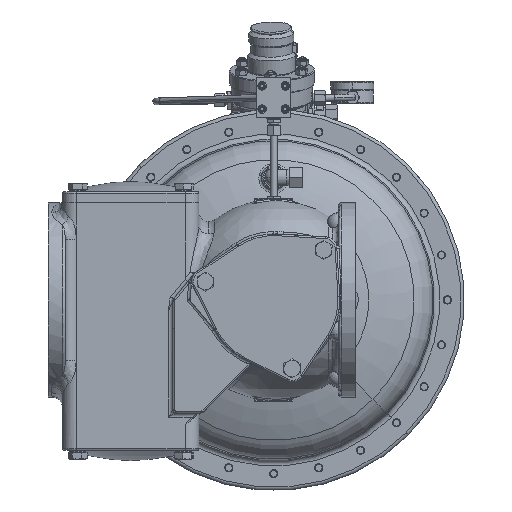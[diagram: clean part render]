
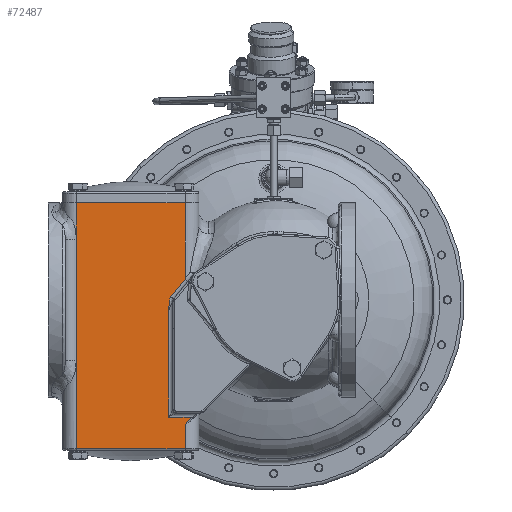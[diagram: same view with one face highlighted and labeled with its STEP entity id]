
A CAD part, front view. The second image highlights one B-rep face of the part: STEP entity #72487.
In plain terms, the highlighted planar face has unit normal (0, -1, 0).
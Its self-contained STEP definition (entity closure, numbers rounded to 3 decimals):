
#1216 = VERTEX_POINT ( 'NONE', #29068 ) ;
#1594 = CARTESIAN_POINT ( 'NONE',  ( -154., -90., -205. ) ) ;
#1735 = PLANE ( 'NONE',  #70820 ) ;
#2021 = ORIENTED_EDGE ( 'NONE', *, *, #79885, .F. ) ;
#2164 = CARTESIAN_POINT ( 'NONE',  ( -130., -90., -205. ) ) ;
#2390 = ORIENTED_EDGE ( 'NONE', *, *, #9976, .F. ) ;
#3276 = LINE ( 'NONE', #36957, #36961 ) ;
#5240 = CARTESIAN_POINT ( 'NONE',  ( -130., -90., -218.5 ) ) ;
#6254 = CARTESIAN_POINT ( 'NONE',  ( -152.504, -90., 1.51 ) ) ;
#6591 = LINE ( 'NONE', #90481, #58011 ) ;
#8504 = ORIENTED_EDGE ( 'NONE', *, *, #101142, .T. ) ;
#8730 = VECTOR ( 'NONE', #104483, 1000. ) ;
#9638 = CARTESIAN_POINT ( 'NONE',  ( -290., -90., -205. ) ) ;
#9976 = EDGE_CURVE ( 'Defeature ausgef�hrt1_506+Defeature ausgef�hrt1_25+Defeature ausgef�hrt1_559+Defeature ausgef�hrt1_556', #76409, #18836, #102374, .T. ) ;
#13203 = CARTESIAN_POINT ( 'NONE',  ( -290., -90., 89.142 ) ) ;
#13553 = EDGE_CURVE ( 'Defeature ausgef�hrt1_25+Defeature ausgef�hrt1_502+Defeature ausgef�hrt1_501+Defeature ausgef�hrt1_503', #108524, #71983, #36601, .T. ) ;
#13883 = ORIENTED_EDGE ( 'NONE', *, *, #73572, .F. ) ;
#14857 = DIRECTION ( 'NONE',  ( 0., 0., 1. ) ) ;
#16161 = CARTESIAN_POINT ( 'NONE',  ( -152.883, -90., 0.287 ) ) ;
#16439 = CARTESIAN_POINT ( 'NONE',  ( -130., -90., 143. ) ) ;
#17367 = EDGE_CURVE ( 'Defeature ausgef�hrt1_25+Defeature ausgef�hrt1_499+Defeature ausgef�hrt1_26+Defeature ausgef�hrt1_500', #71690, #34294, #3276, .T. ) ;
#18584 = CARTESIAN_POINT ( 'NONE',  ( -290., -90., -205. ) ) ;
#18836 = VERTEX_POINT ( 'NONE', #13203 ) ;
#20383 = DIRECTION ( 'NONE',  ( 0., 0., 1. ) ) ;
#22317 = CARTESIAN_POINT ( 'NONE',  ( -153.734, -90., -8.565 ) ) ;
#22856 = CARTESIAN_POINT ( 'NONE',  ( -150.817, -90., 4.466 ) ) ;
#24555 = CARTESIAN_POINT ( 'NONE',  ( -154., -90., -172. ) ) ;
#25714 = DIRECTION ( 'NONE',  ( 0., 0., 1. ) ) ;
#26208 = CARTESIAN_POINT ( 'NONE',  ( -130., -90., -205. ) ) ;
#29068 = CARTESIAN_POINT ( 'NONE',  ( -290., -90., -218.5 ) ) ;
#29517 = CARTESIAN_POINT ( 'NONE',  ( -153.874, -90., -11.959 ) ) ;
#30109 = DIRECTION ( 'NONE',  ( 1., 0., 0. ) ) ;
#33382 = LINE ( 'NONE', #26208, #67446 ) ;
#34294 = VERTEX_POINT ( 'NONE', #100470 ) ;
#35415 = DIRECTION ( 'NONE',  ( 0., 0., 1. ) ) ;
#35544 = VERTEX_POINT ( 'NONE', #76609 ) ;
#36601 = B_SPLINE_CURVE_WITH_KNOTS ( 'NONE', 3,
 ( #47118, #105113, #29517, #22317, #72509, #96823, #89639, #58126, #82952, #16161, #107822, #6254, #92320, #75761, #73601, #22856 ),
 .UNSPECIFIED., .F., .F.,
 ( 4, 2, 2, 2, 2, 2, 2, 4 ),
 ( 0., 0.005, 0.01, 0.013, 0.015, 0.017, 0.018, 0.02 ),
 .UNSPECIFIED. ) ;
#36762 = LINE ( 'NONE', #18584, #103908 ) ;
#36957 = CARTESIAN_POINT ( 'NONE',  ( -118.028, -90., -170.232 ) ) ;
#36961 = VECTOR ( 'NONE', #54596, 1000. ) ;
#37079 = ORIENTED_EDGE ( 'NONE', *, *, #68218, .F. ) ;
#37268 = CARTESIAN_POINT ( 'NONE',  ( -290., -90., 143. ) ) ;
#38915 = LINE ( 'NONE', #5240, #44338 ) ;
#39253 = VECTOR ( 'NONE', #20383, 1000. ) ;
#41024 = LINE ( 'NONE', #65324, #56128 ) ;
#42843 = VECTOR ( 'NONE', #25714, 1000. ) ;
#44338 = VECTOR ( 'NONE', #30109, 1000. ) ;
#44570 = CARTESIAN_POINT ( 'NONE',  ( -290., -90., -89.142 ) ) ;
#47118 = CARTESIAN_POINT ( 'NONE',  ( -154., -90., -15.354 ) ) ;
#49300 = EDGE_CURVE ( 'Defeature ausgef�hrt1_25+Defeature ausgef�hrt1_24+Defeature ausgef�hrt1_506+Defeature ausgef�hrt1_35', #76409, #1216, #36762, .T. ) ;
#51829 = VECTOR ( 'NONE', #59300, 1000. ) ;
#54596 = DIRECTION ( 'NONE',  ( 0.707, 0., 0.707 ) ) ;
#56128 = VECTOR ( 'NONE', #74156, 1000. ) ;
#58011 = VECTOR ( 'NONE', #14857, 1000. ) ;
#58126 = CARTESIAN_POINT ( 'NONE',  ( -153.268, -90., -1.792 ) ) ;
#59300 = DIRECTION ( 'NONE',  ( 1., 0., 0. ) ) ;
#59649 = ORIENTED_EDGE ( 'NONE', *, *, #71759, .T. ) ;
#60283 = VERTEX_POINT ( 'NONE', #97334 ) ;
#61055 = DIRECTION ( 'NONE',  ( 0., 0., -1. ) ) ;
#61545 = VECTOR ( 'NONE', #100986, 1000. ) ;
#65324 = CARTESIAN_POINT ( 'NONE',  ( -290., -90., -172. ) ) ;
#67446 = VECTOR ( 'NONE', #92418, 1000. ) ;
#67604 = CARTESIAN_POINT ( 'NONE',  ( -290., -90., 143. ) ) ;
#68218 = EDGE_CURVE ( 'Defeature ausgef�hrt1_505+Defeature ausgef�hrt1_25+Defeature ausgef�hrt1_556+Defeature ausgef�hrt1_554', #18836, #82455, #6591, .T. ) ;
#68827 = CARTESIAN_POINT ( 'NONE',  ( -150.817, -90., 4.466 ) ) ;
#69034 = EDGE_CURVE ( 'Defeature ausgef�hrt1_25+Defeature ausgef�hrt1_503+Defeature ausgef�hrt1_502+Defeature ausgef�hrt1_417', #71983, #35544, #105046, .T. ) ;
#70812 = CARTESIAN_POINT ( 'NONE',  ( -308.384, -90., -190.113 ) ) ;
#70820 = AXIS2_PLACEMENT_3D ( 'NONE', #101661, #94483, #35415 ) ;
#71690 = VERTEX_POINT ( 'NONE', #87124 ) ;
#71759 = EDGE_CURVE ( 'Defeature ausgef�hrt1_25+Defeature ausgef�hrt1_501+Defeature ausgef�hrt1_500+Defeature ausgef�hrt1_502', #85996, #108524, #86053, .T. ) ;
#71983 = VERTEX_POINT ( 'NONE', #68827 ) ;
#72487 = ADVANCED_FACE ( 'Defeature ausgef�hrt1_25', ( #75735 ), #1735, .T. ) ;
#72509 = CARTESIAN_POINT ( 'NONE',  ( -153.659, -90., -6.868 ) ) ;
#73572 = EDGE_CURVE ( 'Defeature ausgef�hrt1_26+Defeature ausgef�hrt1_25+Defeature ausgef�hrt1_499+Defeature ausgef�hrt1_33', #71690, #60283, #77788, .T. ) ;
#73601 = CARTESIAN_POINT ( 'NONE',  ( -151.359, -90., 3.796 ) ) ;
#74156 = DIRECTION ( 'NONE',  ( -1., 0., 0. ) ) ;
#74640 = ORIENTED_EDGE ( 'NONE', *, *, #78858, .T. ) ;
#75735 = FACE_OUTER_BOUND ( 'NONE', #93894, .T. ) ;
#75761 = CARTESIAN_POINT ( 'NONE',  ( -151.807, -90., 3.073 ) ) ;
#76234 = ORIENTED_EDGE ( 'NONE', *, *, #13553, .T. ) ;
#76409 = VERTEX_POINT ( 'NONE', #44570 ) ;
#76609 = CARTESIAN_POINT ( 'NONE',  ( -130., -90., 30.173 ) ) ;
#76616 = EDGE_CURVE ( 'Defeature ausgef�hrt1_25+Defeature ausgef�hrt1_35+Defeature ausgef�hrt1_24+Defeature ausgef�hrt1_26', #1216, #60283, #38915, .T. ) ;
#77788 = LINE ( 'NONE', #2164, #61545 ) ;
#78858 = EDGE_CURVE ( 'Defeature ausgef�hrt1_25+Defeature ausgef�hrt1_417+Defeature ausgef�hrt1_503+Defeature ausgef�hrt1_504', #35544, #81659, #33382, .T. ) ;
#79830 = ORIENTED_EDGE ( 'NONE', *, *, #76616, .T. ) ;
#79885 = EDGE_CURVE ( 'Defeature ausgef�hrt1_504+Defeature ausgef�hrt1_25+Defeature ausgef�hrt1_554+Defeature ausgef�hrt1_455', #82455, #81659, #92437, .T. ) ;
#81659 = VERTEX_POINT ( 'NONE', #16439 ) ;
#82455 = VERTEX_POINT ( 'NONE', #37268 ) ;
#82952 = CARTESIAN_POINT ( 'NONE',  ( -153.158, -90., -0.953 ) ) ;
#85996 = VERTEX_POINT ( 'NONE', #24555 ) ;
#86053 = LINE ( 'NONE', #1594, #39253 ) ;
#86434 = ORIENTED_EDGE ( 'NONE', *, *, #17367, .T. ) ;
#87124 = CARTESIAN_POINT ( 'NONE',  ( -130., -90., -182.205 ) ) ;
#87388 = ORIENTED_EDGE ( 'NONE', *, *, #69034, .T. ) ;
#89639 = CARTESIAN_POINT ( 'NONE',  ( -153.438, -90., -3.478 ) ) ;
#90481 = CARTESIAN_POINT ( 'NONE',  ( -290., -90., -205. ) ) ;
#92320 = CARTESIAN_POINT ( 'NONE',  ( -152.346, -90., 1.912 ) ) ;
#92418 = DIRECTION ( 'NONE',  ( 0., 0., 1. ) ) ;
#92437 = LINE ( 'NONE', #67604, #51829 ) ;
#93894 = EDGE_LOOP ( 'NONE', ( #97798, #79830, #13883, #86434, #8504, #59649, #76234, #87388, #74640, #2021, #37079, #2390 ) ) ;
#94483 = DIRECTION ( 'NONE',  ( 0., -1., 0. ) ) ;
#96823 = CARTESIAN_POINT ( 'NONE',  ( -153.499, -90., -4.325 ) ) ;
#97334 = CARTESIAN_POINT ( 'NONE',  ( -130., -90., -218.5 ) ) ;
#97798 = ORIENTED_EDGE ( 'NONE', *, *, #49300, .T. ) ;
#100337 = CARTESIAN_POINT ( 'NONE',  ( -154., -90., -15.354 ) ) ;
#100470 = CARTESIAN_POINT ( 'NONE',  ( -119.795, -90., -172. ) ) ;
#100986 = DIRECTION ( 'NONE',  ( 0., 0., -1. ) ) ;
#101142 = EDGE_CURVE ( 'Defeature ausgef�hrt1_25+Defeature ausgef�hrt1_500+Defeature ausgef�hrt1_499+Defeature ausgef�hrt1_501', #34294, #85996, #41024, .T. ) ;
#101661 = CARTESIAN_POINT ( 'NONE',  ( -130., -90., -205. ) ) ;
#102374 = LINE ( 'NONE', #9638, #42843 ) ;
#103908 = VECTOR ( 'NONE', #61055, 1000. ) ;
#104483 = DIRECTION ( 'NONE',  ( 0.629, 0., 0.777 ) ) ;
#105046 = LINE ( 'NONE', #70812, #8730 ) ;
#105113 = CARTESIAN_POINT ( 'NONE',  ( -153.937, -90., -13.657 ) ) ;
#107822 = CARTESIAN_POINT ( 'NONE',  ( -152.772, -90., 0.697 ) ) ;
#108524 = VERTEX_POINT ( 'NONE', #100337 ) ;
